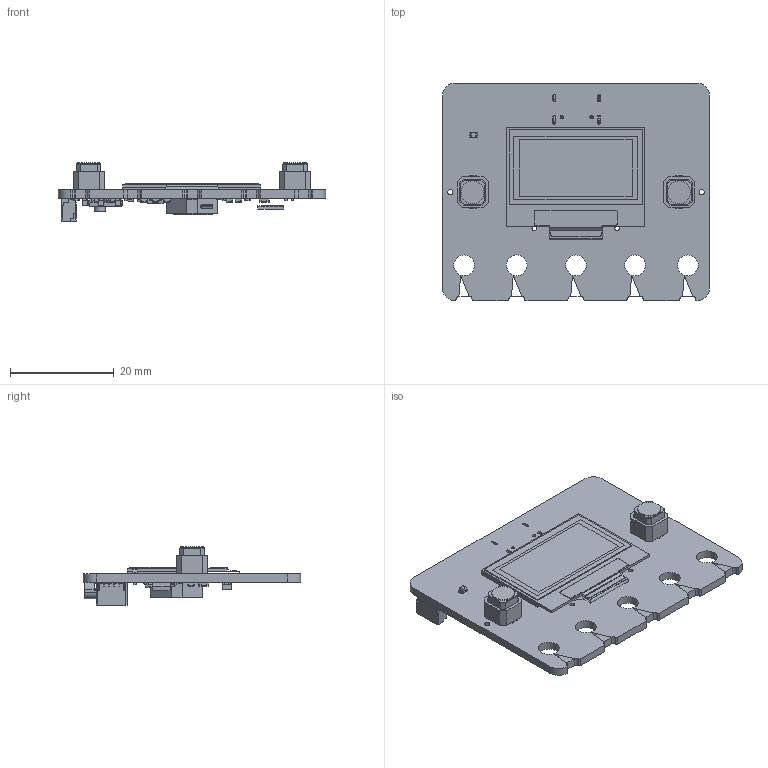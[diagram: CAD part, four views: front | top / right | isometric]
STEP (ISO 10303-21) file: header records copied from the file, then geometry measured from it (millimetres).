
FILE_DESCRIPTION(('Open CASCADE Model'),'2;1');
FILE_NAME('Open CASCADE Shape Model','2025-02-19T12:16:46',('Author'),( 'Open CASCADE'),'Open CASCADE STEP processor 7.5','Open CASCADE 7.5' ,'Unknown');
FILE_SCHEMA(('AUTOMOTIVE_DESIGN { 1 0 10303 214 1 1 1 1 }'));
Length unit declared in the file: millimetre
Products named in the file (79): PCB; Board; Open CASCADE STEP translator 7.5 9.1.1; U2; 0_96__OLED v7; STAT1; 0603 LED Green; Solid1; Solid4; R4; 6244938912; Extruded; 6244938672; C13; 0805 SMD Capacitor; C12; C11; C9; C8; RESET; 4.2x3.2Button; R1; D; DUELink-Connector-BM04B-SRSS-TB; C1; 6244937152; 6244936992; C2; R7; 6244940272; 6244940032; R6; R5; R8; 0603 SMD Resistor; X1; USB4105-15-A; NONE; ÇÐ³ý-À­Éì2; R14 ...
Assembly tree (116 placements, depth 4):
  PCB
    Board
      Open CASCADE STEP translator 7.5 9.1.1
    U2
      0_96__OLED v7
    STAT1
      0603 LED Green
        Solid1
        Solid4
        Solid1
        Solid1
        Solid4
        Solid1
        Solid1
        Solid1
    R4
      6244938912  x2
        Extruded
      6244938672
        Extruded
    C13
      0805 SMD Capacitor
    C12
      0805 SMD Capacitor
    C11
      0805 SMD Capacitor
    C9
      0805 SMD Capacitor
    C8
      0805 SMD Capacitor
    RESET
      4.2x3.2Button
    R1
      6244938912  x2
        Extruded
      6244938672
        Extruded
    D
      DUELink-Connector-BM04B-SRSS-TB
    C1
      6244937152
        Extruded
      6244936992  x2
        Extruded
    C2
      0805 SMD Capacitor
    R7
      6244940272  x2
        Extruded
      6244940032
        Extruded
    R6
      6244940272  x2
        Extruded
      6244940032
        Extruded
    R5
      6244940272  x2
        Extruded
      6244940032
Bounding box: 51.6 x 42 x 11.22 mm (x, y, z)
Volume: 4690.2 mm3; surface area: 9419.8 mm2
Topology: 130 solids, 142 shells, 4989 faces, 14553 edges, 11232 vertices
Faces by surface type: plane 3291, cylinder 1105, bspline 439, sphere 112, cone 34, torus 8
Full cylindrical faces by diameter (mm): 0.3 x6, 0.5 x5, 0.65 x2, 0.9 x2, 1 x2, 1.149 x1, 4 x5, 4.4 x2
Entity records: 161859 total; most frequent: CARTESIAN_POINT 34265, ORIENTED_EDGE 20978, DIRECTION 20490, EDGE_CURVE 10489, LINE 9152, VECTOR 9152, VERTEX_POINT 6820, AXIS2_PLACEMENT_3D 5669
